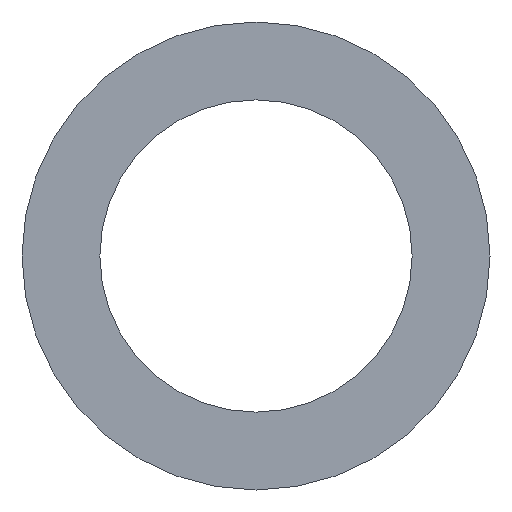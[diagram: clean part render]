
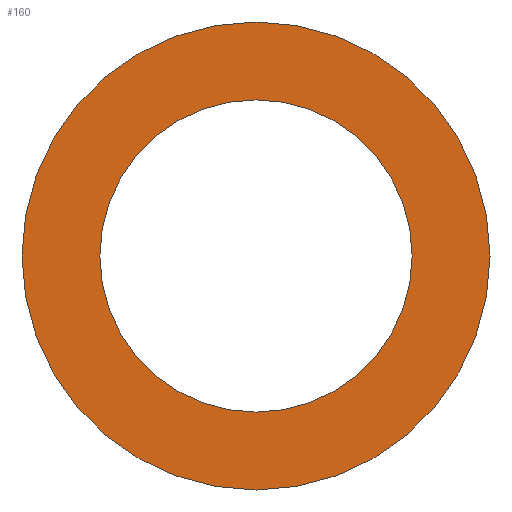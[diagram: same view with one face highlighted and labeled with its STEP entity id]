
A CAD part, front view. The second image highlights one B-rep face of the part: STEP entity #160.
In plain terms, the highlighted planar face has unit normal (0, -1, 0).
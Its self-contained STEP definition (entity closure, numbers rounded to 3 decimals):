
#47=CARTESIAN_POINT('POINT5',(-4.763,0.,0.));
#48=VERTEX_POINT('VERTEX5',#47);
#56=CARTESIAN_POINT('POINT6',(4.763,0.,0.));
#57=VERTEX_POINT('VERTEX6',#56);
#64=CARTESIAN_POINT('POS8',(0.,0.,
   0.));
#65=DIRECTION('DIR13',(0.,-1.,0.));
#66=DIRECTION('DIR14',(1.,0.,0.));
#67=AXIS2_PLACEMENT_3D('AXIS6',#64,#65,#66);
#68=CIRCLE('ELLIPSE5',#67,4.763);
#69=EDGE_CURVE('EDGE7',#57,#48,#68,.T.);
#82=CARTESIAN_POINT('POS10',(0.,0.,
   0.));
#83=DIRECTION('DIR17',(0.,-1.,0.));
#84=DIRECTION('DIR18',(-1.,0.,0.));
#85=AXIS2_PLACEMENT_3D('AXIS8',#82,#83,#84);
#86=CIRCLE('ELLIPSE6',#85,4.763);
#87=EDGE_CURVE('EDGE8',#48,#57,#86,.T.);
#97=CARTESIAN_POINT('POINT7',(-7.137,0.,0.));
#98=VERTEX_POINT('VERTEX7',#97);
#106=CARTESIAN_POINT('POINT8',(7.137,0.,0.));
#107=VERTEX_POINT('VERTEX8',#106);
#114=CARTESIAN_POINT('POS14',(0.,0.,0.));
#115=DIRECTION('DIR23',(0.,1.,0.));
#116=DIRECTION('DIR24',(1.,0.,0.));
#117=AXIS2_PLACEMENT_3D('AXIS10',#114,#115,#116);
#118=CIRCLE('ELLIPSE7',#117,7.137);
#119=EDGE_CURVE('EDGE11',#107,#98,#118,.T.);
#132=CARTESIAN_POINT('POS16',(0.,0.,0.));
#133=DIRECTION('DIR27',(0.,1.,0.));
#134=DIRECTION('DIR28',(-1.,0.,0.));
#135=AXIS2_PLACEMENT_3D('AXIS12',#132,#133,#134);
#136=CIRCLE('ELLIPSE8',#135,7.137);
#137=EDGE_CURVE('EDGE12',#98,#107,#136,.T.);
#147=ORIENTED_EDGE('COEDGE21',*,*,#137,.F.);
#148=ORIENTED_EDGE('COEDGE22',*,*,#119,.F.);
#149=EDGE_LOOP('NONE',(#147,#148));
#150=FACE_BOUND('LOOP1',#149,.T.);
#151=ORIENTED_EDGE('COEDGE23',*,*,#87,.F.);
#152=ORIENTED_EDGE('COEDGE24',*,*,#69,.F.);
#153=EDGE_LOOP('NONE',(#151,#152));
#154=FACE_BOUND('LOOP1',#153,.T.);
#155=CARTESIAN_POINT('POS18',(0.,0.,0.));
#156=DIRECTION('DIR31',(0.,1.,0.));
#157=DIRECTION('DIR32',(1.,0.,0.));
#158=AXIS2_PLACEMENT_3D('AXIS14',#155,#156,#157);
#159=PLANE('PLANE2',#158);
#160=ADVANCED_FACE('FACE6',(#150,#154),#159,.F.);
